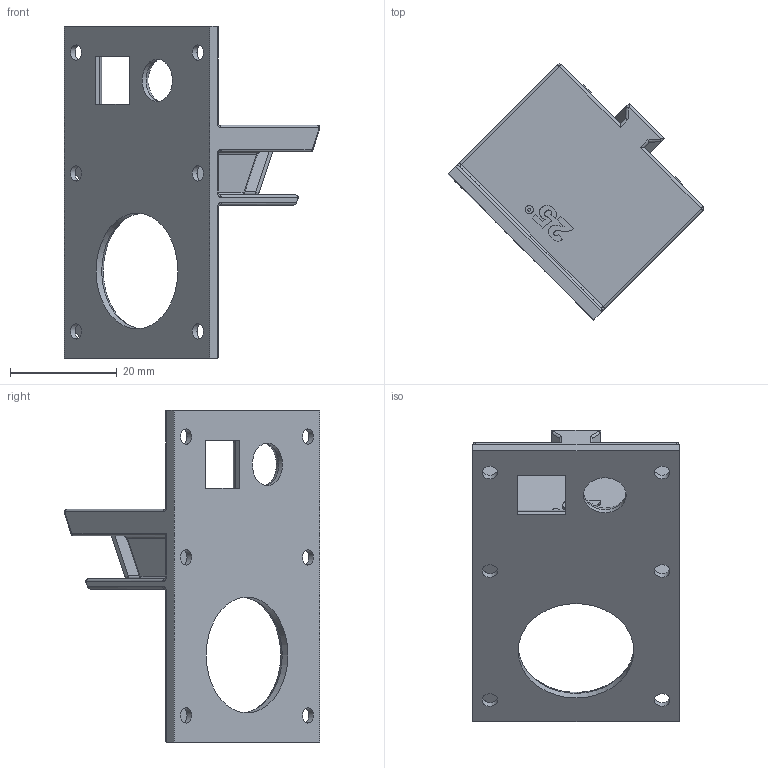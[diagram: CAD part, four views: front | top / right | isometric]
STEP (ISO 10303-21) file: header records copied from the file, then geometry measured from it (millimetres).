
FILE_DESCRIPTION(/* description */ (''),/* implementation_level */ '2;1');
FILE_NAME(/* name */ 'ESPHome Multi-Sensor-Enclosure-Back-Mount-25.step',/* time_stamp */ '2025-04-11T14:18:34-05:00',/* author */ (''),/* organization */ (''),/* preprocessor_version */ 'ST-DEVELOPER v20.1',/* originating_system */ 'Autodesk Translation Framework v14.4.0.0',/* authorisation */ '');
FILE_SCHEMA (('AUTOMOTIVE_DESIGN { 1 0 10303 214 3 1 1 }'));
Length unit declared in the file: millimetre
Products named in the file (1): ESPHome Multi-Sensor-Enclosure
Bounding box: 47.92 x 47.92 x 62.2 mm (x, y, z)
Volume: 13406.9 mm3; surface area: 8562.8 mm2
Topology: 1 solids, 1 shells, 201 faces, 545 edges, 343 vertices
Faces by surface type: cylinder 64, bspline 58, plane 57, torus 9, sphere 7, cone 6
Full cylindrical faces by diameter (mm): 2.9 x6, 8 x1, 21.656 x1
Entity records: 7030 total; most frequent: CARTESIAN_POINT 2194, ORIENTED_EDGE 1090, DIRECTION 871, EDGE_CURVE 545, VERTEX_POINT 343, AXIS2_PLACEMENT_3D 296, LINE 279, VECTOR 279
